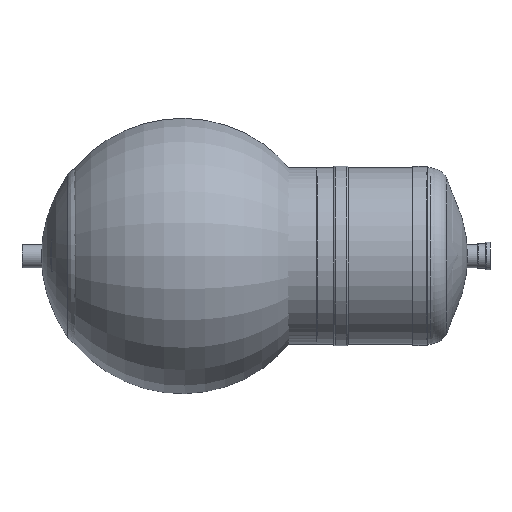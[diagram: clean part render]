
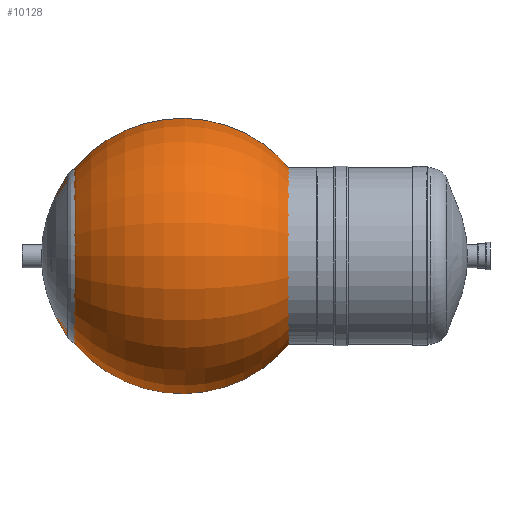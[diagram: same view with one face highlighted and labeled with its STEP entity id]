
A CAD part, top view. The second image highlights one B-rep face of the part: STEP entity #10128.
In plain terms, the highlighted toroidal (fillet/blend) face has major radius 8.316 mm and minor radius 960 mm.
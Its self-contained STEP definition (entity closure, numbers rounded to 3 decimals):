
#758=B_SPLINE_CURVE_WITH_KNOTS('',3,(#16944,#16945,#16946,#16947,#16948,
#16949,#16950,#16951,#16952,#16953,#16954,#16955,#16956,#16957,#16958,#16959,
#16960,#16961,#16962,#16963,#16964,#16965),.UNSPECIFIED.,.F.,.F.,(4,1,1,
1,1,1,1,1,1,1,1,1,1,1,1,1,1,1,1,4),(5.182,5.296,5.353,
5.41,5.439,5.467,5.524,5.582,
5.61,5.639,5.667,5.696,5.753,
5.81,5.867,5.924,5.953,5.981,
6.038,6.095),.UNSPECIFIED.);
#1804=VERTEX_LOOP('',#5892);
#1808=DEGENERATE_TOROIDAL_SURFACE('',#11508,8.316,960.,
 .T.);
#2247=ORIENTED_EDGE('',*,*,#4623,.F.);
#2248=ORIENTED_EDGE('',*,*,#4624,.T.);
#4623=EDGE_CURVE('',#5890,#5891,#758,.T.);
#4624=EDGE_CURVE('',#5890,#5891,#6856,.T.);
#5890=VERTEX_POINT('',#16966);
#5891=VERTEX_POINT('',#16967);
#5892=VERTEX_POINT('',#16969);
#6856=CIRCLE('',#11509,559.745);
#7658=EDGE_LOOP('',(#2247,#2248));
#8884=FACE_BOUND('',#7658,.T.);
#8885=FACE_BOUND('',#1804,.T.);
#10128=ADVANCED_FACE('',(#8884,#8885),#1808,.T.);
#11508=AXIS2_PLACEMENT_3D('',#16943,#13335,#13336);
#11509=AXIS2_PLACEMENT_3D('',#16968,#13337,#13338);
#13335=DIRECTION('',(-1.,0.,0.));
#13336=DIRECTION('',(0.,0.,1.));
#13337=DIRECTION('',(-1.,0.,0.));
#13338=DIRECTION('',(0.,0.,1.));
#16943=CARTESIAN_POINT('',(-1682.4,0.,-8.316));
#16944=CARTESIAN_POINT('',(-2468.229,-440.246,-354.));
#16945=CARTESIAN_POINT('',(-2486.788,-406.618,-354.));
#16946=CARTESIAN_POINT('',(-2511.182,-354.834,-354.));
#16947=CARTESIAN_POINT('',(-2537.008,-283.181,-354.));
#16948=CARTESIAN_POINT('',(-2550.345,-237.304,-354.));
#16949=CARTESIAN_POINT('',(-2559.311,-199.945,-354.));
#16950=CARTESIAN_POINT('',(-2567.128,-162.115,-354.));
#16951=CARTESIAN_POINT('',(-2574.607,-114.634,-354.));
#16952=CARTESIAN_POINT('',(-2579.091,-66.827,-354.));
#16953=CARTESIAN_POINT('',(-2580.88,-28.413,-354.));
#16954=CARTESIAN_POINT('',(-2581.319,0.526,-354.));
#16955=CARTESIAN_POINT('',(-2580.848,29.421,-354.));
#16956=CARTESIAN_POINT('',(-2579.024,67.706,-354.));
#16957=CARTESIAN_POINT('',(-2574.526,115.198,-354.));
#16958=CARTESIAN_POINT('',(-2565.622,171.581,-354.));
#16959=CARTESIAN_POINT('',(-2553.2,227.377,-354.));
#16960=CARTESIAN_POINT('',(-2539.893,273.335,-354.));
#16961=CARTESIAN_POINT('',(-2527.395,309.864,-354.));
#16962=CARTESIAN_POINT('',(-2513.778,345.857,-354.));
#16963=CARTESIAN_POINT('',(-2494.754,389.696,-354.));
#16964=CARTESIAN_POINT('',(-2477.42,423.593,-354.));
#16965=CARTESIAN_POINT('',(-2468.229,440.246,-354.));
#16966=CARTESIAN_POINT('',(-2468.229,-440.246,-354.));
#16967=CARTESIAN_POINT('',(-2468.229,440.246,-354.));
#16968=CARTESIAN_POINT('',(-2468.229,0.,-8.316));
#16969=CARTESIAN_POINT('',(-2642.364,0.,-8.316));
